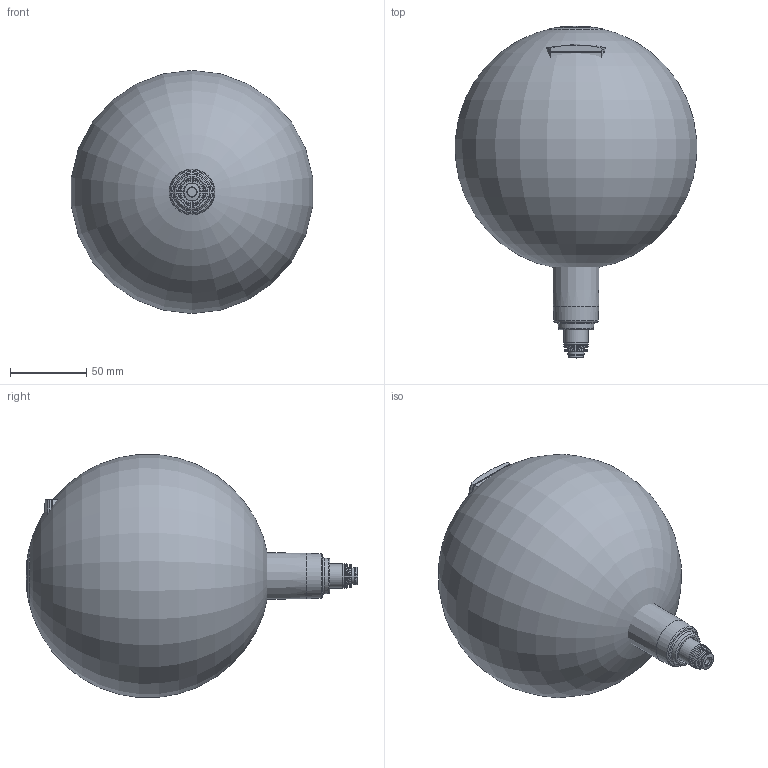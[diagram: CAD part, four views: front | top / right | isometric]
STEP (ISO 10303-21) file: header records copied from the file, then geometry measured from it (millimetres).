
FILE_DESCRIPTION(/* description */ ('STEP AP214'),/* implementation_level */ '2;1');
FILE_NAME(/* name */ '8130948_MS4-EM1FR-1_4-D6-E-P-VC-A8-WPE-B',/* time_stamp */ '2024-09-09T16:21:56+02:00',/* author */ ('License CC BY-ND 4.0'),/* organization */ ('CADENAS'),/* preprocessor_version */ 'ST-DEVELOPER v19.3',/* originating_system */ 'PARTsolutions',/* authorisation */ ' ');
FILE_SCHEMA (('AUTOMOTIVE_DESIGN {1 0 10303 214 3 1 1}'));
Length unit declared in the file: millimetre
Products named in the file (6): 8130948 MS4-EM1FR-1/4-D6-E-P-VC-A8-WPE-B; 541266 MS4-EM1-1/4-1D; 8098261 MS4-LFR-1/4-D6-E-P-VC-A8-B---(high); 8092760 MS4-MV-B---(46_high_m); 8116179 MS4-MV-B---(0_high_m); 8099174 MS4-WP-B-p2
Assembly tree (5 placements, depth 2):
  8130948 MS4-EM1FR-1/4-D6-E-P-VC-A8-WPE-B
    541266 MS4-EM1-1/4-1D
    8098261 MS4-LFR-1/4-D6-E-P-VC-A8-B---(high)
    8092760 MS4-MV-B---(46_high_m)
    8116179 MS4-MV-B---(0_high_m)
    8099174 MS4-WP-B-p2
Bounding box: 158.4 x 217.98 x 159.56 mm (x, y, z)
Volume: 2058099.2 mm3; surface area: 145966.9 mm2
Topology: 5 solids, 5 shells, 951 faces, 2568 edges, 1683 vertices
Faces by surface type: plane 561, cylinder 303, torus 48, cone 36, sphere 3
Full cylindrical faces by diameter (mm): 2.459 x4, 2.55 x2, 3 x2, 3.5 x2, 4.8 x2, 5.6 x2, 6 x5, 6.1 x3, 8.566 x1, 8.72 x1, 11 x1, 11.4 x1, 11.445 x5, 11.6 x1, 11.8 x1, 15 x1, 15.8 x1, 27.9 x1, 38.8 x1
Entity records: 35822 total; most frequent: CARTESIAN_POINT 5618, DIRECTION 4958, ORIENTED_EDGE 4904, EDGE_CURVE 2452, AXIS2_PLACEMENT_3D 1705, VERTEX_POINT 1670, LINE 1548, VECTOR 1548
